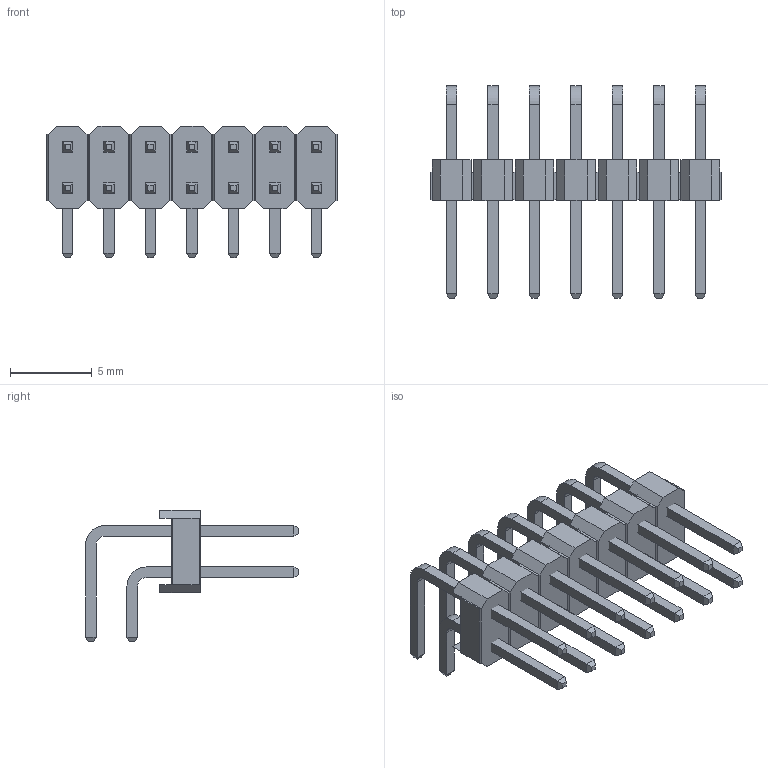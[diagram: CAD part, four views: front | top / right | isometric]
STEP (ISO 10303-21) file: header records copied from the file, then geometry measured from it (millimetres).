
FILE_DESCRIPTION(('STEP AP214'), '1');
FILE_NAME('DS1022-2x5RF11', '', ('UNSPECIFIED'), ('UNSPECIFIED'), 'ASCON STEP Converter 1.3', 'ASCON Math Kernel', '');
FILE_SCHEMA(('AUTOMOTIVE_DESIGN { 1 0 10303 214 3 1 1}'));
Length unit declared in the file: millimetre
Bounding box: 17.78 x 13.05 x 8.08 mm (x, y, z)
Volume: 259.9 mm3; surface area: 919 mm2
Topology: 15 solids, 15 shells, 382 faces, 860 edges, 508 vertices
Faces by surface type: plane 354, cylinder 28
Entity records: 13396 total; most frequent: CARTESIAN_POINT 1751, ORIENTED_EDGE 1720, DIRECTION 1682, EDGE_CURVE 860, LINE 804, VECTOR 804, VERTEX_POINT 508, AXIS2_PLACEMENT_3D 439
